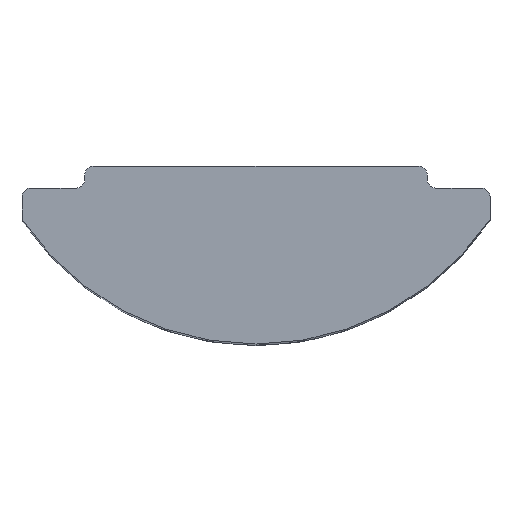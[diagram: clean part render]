
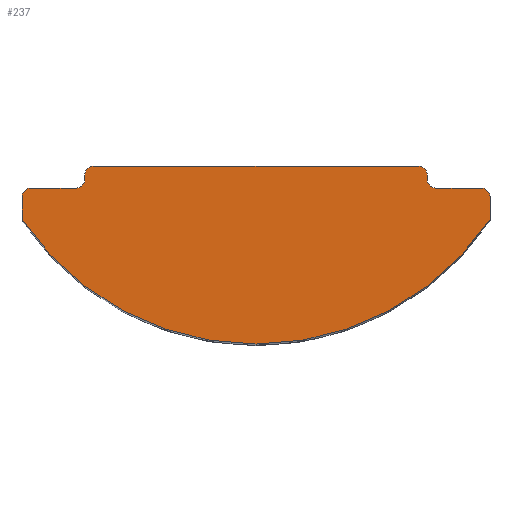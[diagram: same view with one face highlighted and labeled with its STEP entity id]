
A CAD part, top view. The second image highlights one B-rep face of the part: STEP entity #237.
In plain terms, the highlighted planar face has unit normal (0, 0, 1).
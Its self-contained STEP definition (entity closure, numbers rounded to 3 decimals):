
#1 = ORIENTED_EDGE ( 'NONE', *, *, #1382, .T. ) ;
#18 = VERTEX_POINT ( 'NONE', #421 ) ;
#20 = DIRECTION ( 'NONE',  ( -1., 0., 0. ) ) ;
#27 = CARTESIAN_POINT ( 'NONE',  ( -3.95, -0.2, 10. ) ) ;
#33 = VERTEX_POINT ( 'NONE', #335 ) ;
#35 = DIRECTION ( 'NONE',  ( 0., 0., -1. ) ) ;
#38 = CARTESIAN_POINT ( 'NONE',  ( 5.2, -0.5, 10. ) ) ;
#47 = CARTESIAN_POINT ( 'NONE',  ( 3.95, -0.2, 10. ) ) ;
#48 = DIRECTION ( 'NONE',  ( 0., 1., 0. ) ) ;
#50 = VECTOR ( 'NONE', #48, 1000. ) ;
#51 = CIRCLE ( 'NONE', #1201, 0.2 ) ;
#67 = VERTEX_POINT ( 'NONE', #465 ) ;
#69 = VECTOR ( 'NONE', #245, 1000. ) ;
#118 = DIRECTION ( 'NONE',  ( -1., 0., 0. ) ) ;
#126 = DIRECTION ( 'NONE',  ( 1., 0., 0. ) ) ;
#137 = VERTEX_POINT ( 'NONE', #47 ) ;
#169 = VECTOR ( 'NONE', #118, 1000. ) ;
#176 = AXIS2_PLACEMENT_3D ( 'NONE', #474, #1221, #126 ) ;
#177 = AXIS2_PLACEMENT_3D ( 'NONE', #1190, #1089, #1082 ) ;
#188 = LINE ( 'NONE', #320, #1012 ) ;
#196 = CIRCLE ( 'NONE', #310, 0.2 ) ;
#199 = LINE ( 'NONE', #766, #169 ) ;
#207 = CARTESIAN_POINT ( 'NONE',  ( 5.2, -0.7, 10. ) ) ;
#212 = DIRECTION ( 'NONE',  ( 0., 0., -1. ) ) ;
#237 = ADVANCED_FACE ( 'NONE', ( #313 ), #648, .T. ) ;
#239 = CARTESIAN_POINT ( 'NONE',  ( 3.75, -0.2, 10. ) ) ;
#244 = VERTEX_POINT ( 'NONE', #875 ) ;
#245 = DIRECTION ( 'NONE',  ( -1., 0., 0. ) ) ;
#256 = EDGE_CURVE ( 'NONE', #1240, #137, #188, .T. ) ;
#269 = EDGE_CURVE ( 'NONE', #520, #67, #469, .T. ) ;
#283 = ORIENTED_EDGE ( 'NONE', *, *, #400, .T. ) ;
#287 = CARTESIAN_POINT ( 'NONE',  ( -4.15, -0.3, 10. ) ) ;
#310 = AXIS2_PLACEMENT_3D ( 'NONE', #239, #992, #345 ) ;
#313 = FACE_OUTER_BOUND ( 'NONE', #1245, .T. ) ;
#314 = DIRECTION ( 'NONE',  ( -1., 0., 0. ) ) ;
#320 = CARTESIAN_POINT ( 'NONE',  ( 3.95, 0., 10. ) ) ;
#327 = LINE ( 'NONE', #1220, #50 ) ;
#335 = CARTESIAN_POINT ( 'NONE',  ( -5.4, -1.218, 10. ) ) ;
#344 = VERTEX_POINT ( 'NONE', #941 ) ;
#345 = DIRECTION ( 'NONE',  ( -1., 0., 0. ) ) ;
#353 = CARTESIAN_POINT ( 'NONE',  ( -3.95, -0.5, 10. ) ) ;
#379 = CARTESIAN_POINT ( 'NONE',  ( 3.75, 0., 10. ) ) ;
#384 = CARTESIAN_POINT ( 'NONE',  ( -4.15, -0.5, 10. ) ) ;
#394 = DIRECTION ( 'NONE',  ( 1., 0., 0. ) ) ;
#400 = EDGE_CURVE ( 'NONE', #1162, #569, #199, .T. ) ;
#421 = CARTESIAN_POINT ( 'NONE',  ( -5.4, -0.7, 10. ) ) ;
#465 = CARTESIAN_POINT ( 'NONE',  ( -3.75, 0., 10. ) ) ;
#469 = LINE ( 'NONE', #978, #755 ) ;
#474 = CARTESIAN_POINT ( 'NONE',  ( 4.15, -0.3, 10. ) ) ;
#475 = DIRECTION ( 'NONE',  ( 0., -1., 0. ) ) ;
#483 = ORIENTED_EDGE ( 'NONE', *, *, #269, .T. ) ;
#520 = VERTEX_POINT ( 'NONE', #379 ) ;
#543 = ORIENTED_EDGE ( 'NONE', *, *, #931, .T. ) ;
#546 = ORIENTED_EDGE ( 'NONE', *, *, #1088, .F. ) ;
#551 = ORIENTED_EDGE ( 'NONE', *, *, #1027, .T. ) ;
#567 = VERTEX_POINT ( 'NONE', #384 ) ;
#569 = VERTEX_POINT ( 'NONE', #1133 ) ;
#576 = CARTESIAN_POINT ( 'NONE',  ( -5.4, -0.5, 10. ) ) ;
#591 = ORIENTED_EDGE ( 'NONE', *, *, #256, .T. ) ;
#599 = LINE ( 'NONE', #801, #1159 ) ;
#637 = CARTESIAN_POINT ( 'NONE',  ( 5.4, -1.218, 10. ) ) ;
#639 = CIRCLE ( 'NONE', #898, 0.2 ) ;
#648 = PLANE ( 'NONE',  #177 ) ;
#655 = DIRECTION ( 'NONE',  ( 0., 0., 1. ) ) ;
#659 = DIRECTION ( 'NONE',  ( -1., 0., 0. ) ) ;
#675 = CARTESIAN_POINT ( 'NONE',  ( -3.75, -0.2, 10. ) ) ;
#686 = EDGE_CURVE ( 'NONE', #344, #567, #1295, .T. ) ;
#734 = ORIENTED_EDGE ( 'NONE', *, *, #1235, .T. ) ;
#737 = EDGE_CURVE ( 'NONE', #765, #33, #1120, .T. ) ;
#754 = AXIS2_PLACEMENT_3D ( 'NONE', #287, #1039, #394 ) ;
#755 = VECTOR ( 'NONE', #659, 1000. ) ;
#765 = VERTEX_POINT ( 'NONE', #637 ) ;
#766 = CARTESIAN_POINT ( 'NONE',  ( 3.95, -0.5, 10. ) ) ;
#779 = DIRECTION ( 'NONE',  ( 0., 1., 0. ) ) ;
#790 = DIRECTION ( 'NONE',  ( -1., 0., 0. ) ) ;
#794 = EDGE_CURVE ( 'NONE', #1162, #244, #914, .T. ) ;
#799 = DIRECTION ( 'NONE',  ( 0., -1., 0. ) ) ;
#801 = CARTESIAN_POINT ( 'NONE',  ( -3.95, 0., 10. ) ) ;
#855 = VECTOR ( 'NONE', #475, 1000. ) ;
#870 = CARTESIAN_POINT ( 'NONE',  ( 0., 2.4, 10. ) ) ;
#875 = CARTESIAN_POINT ( 'NONE',  ( 5.4, -0.7, 10. ) ) ;
#895 = LINE ( 'NONE', #353, #69 ) ;
#898 = AXIS2_PLACEMENT_3D ( 'NONE', #675, #35, #790 ) ;
#914 = CIRCLE ( 'NONE', #1156, 0.2 ) ;
#931 = EDGE_CURVE ( 'NONE', #1103, #18, #51, .T. ) ;
#941 = CARTESIAN_POINT ( 'NONE',  ( -3.95, -0.3, 10. ) ) ;
#957 = DIRECTION ( 'NONE',  ( 0., 0., -1. ) ) ;
#964 = DIRECTION ( 'NONE',  ( -1., 0., 0. ) ) ;
#978 = CARTESIAN_POINT ( 'NONE',  ( 0., 0., 10. ) ) ;
#992 = DIRECTION ( 'NONE',  ( 0., 0., -1. ) ) ;
#996 = CARTESIAN_POINT ( 'NONE',  ( -5.2, -0.5, 10. ) ) ;
#1012 = VECTOR ( 'NONE', #779, 1000. ) ;
#1022 = CIRCLE ( 'NONE', #176, 0.2 ) ;
#1027 = EDGE_CURVE ( 'NONE', #569, #1240, #1022, .T. ) ;
#1029 = ORIENTED_EDGE ( 'NONE', *, *, #1211, .T. ) ;
#1039 = DIRECTION ( 'NONE',  ( 0., 0., -1. ) ) ;
#1048 = ORIENTED_EDGE ( 'NONE', *, *, #794, .F. ) ;
#1079 = VERTEX_POINT ( 'NONE', #27 ) ;
#1082 = DIRECTION ( 'NONE',  ( 1., 0., 0. ) ) ;
#1088 = EDGE_CURVE ( 'NONE', #520, #137, #196, .T. ) ;
#1089 = DIRECTION ( 'NONE',  ( 0., 0., 1. ) ) ;
#1103 = VERTEX_POINT ( 'NONE', #996 ) ;
#1114 = CARTESIAN_POINT ( 'NONE',  ( 3.95, -0.3, 10. ) ) ;
#1120 = CIRCLE ( 'NONE', #1254, 6.5 ) ;
#1133 = CARTESIAN_POINT ( 'NONE',  ( 4.15, -0.5, 10. ) ) ;
#1136 = LINE ( 'NONE', #576, #855 ) ;
#1147 = EDGE_CURVE ( 'NONE', #567, #1103, #895, .T. ) ;
#1156 = AXIS2_PLACEMENT_3D ( 'NONE', #207, #957, #314 ) ;
#1159 = VECTOR ( 'NONE', #799, 1000. ) ;
#1162 = VERTEX_POINT ( 'NONE', #38 ) ;
#1190 = CARTESIAN_POINT ( 'NONE',  ( 0., 2.4, 10. ) ) ;
#1193 = ORIENTED_EDGE ( 'NONE', *, *, #1147, .T. ) ;
#1201 = AXIS2_PLACEMENT_3D ( 'NONE', #1297, #655, #20 ) ;
#1211 = EDGE_CURVE ( 'NONE', #1079, #344, #599, .T. ) ;
#1220 = CARTESIAN_POINT ( 'NONE',  ( 5.4, 2.4, 10. ) ) ;
#1221 = DIRECTION ( 'NONE',  ( 0., 0., -1. ) ) ;
#1235 = EDGE_CURVE ( 'NONE', #18, #33, #1136, .T. ) ;
#1240 = VERTEX_POINT ( 'NONE', #1114 ) ;
#1245 = EDGE_LOOP ( 'NONE', ( #734, #1258, #1, #1048, #283, #551, #591, #546, #483, #1311, #1029, #1346, #1193, #543 ) ) ;
#1254 = AXIS2_PLACEMENT_3D ( 'NONE', #870, #212, #964 ) ;
#1258 = ORIENTED_EDGE ( 'NONE', *, *, #737, .F. ) ;
#1295 = CIRCLE ( 'NONE', #754, 0.2 ) ;
#1297 = CARTESIAN_POINT ( 'NONE',  ( -5.2, -0.7, 10. ) ) ;
#1311 = ORIENTED_EDGE ( 'NONE', *, *, #1314, .F. ) ;
#1314 = EDGE_CURVE ( 'NONE', #1079, #67, #639, .T. ) ;
#1346 = ORIENTED_EDGE ( 'NONE', *, *, #686, .T. ) ;
#1382 = EDGE_CURVE ( 'NONE', #765, #244, #327, .T. ) ;
